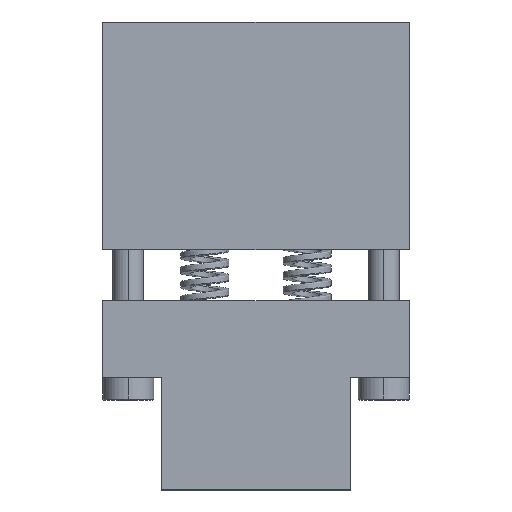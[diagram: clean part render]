
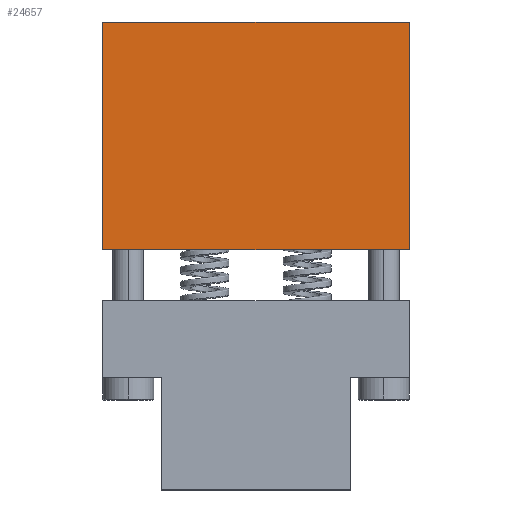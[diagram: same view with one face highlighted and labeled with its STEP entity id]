
A CAD part, top view. The second image highlights one B-rep face of the part: STEP entity #24657.
In plain terms, the highlighted planar face has unit normal (0, 0, 1).
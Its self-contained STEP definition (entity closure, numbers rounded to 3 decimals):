
#699 = VERTEX_POINT ( 'NONE', #13654 ) ;
#1949 = LINE ( 'NONE', #21515, #11697 ) ;
#3610 = CARTESIAN_POINT ( 'NONE',  ( 30., -44.5, 7.5 ) ) ;
#4558 = CARTESIAN_POINT ( 'NONE',  ( -30., -44.5, 7.5 ) ) ;
#5533 = EDGE_CURVE ( 'NONE', #7450, #699, #13383, .T. ) ;
#7450 = VERTEX_POINT ( 'NONE', #36433 ) ;
#7782 = DIRECTION ( 'NONE',  ( 1., 0., 0. ) ) ;
#8523 = VECTOR ( 'NONE', #35249, 1000. ) ;
#8794 = VECTOR ( 'NONE', #29602, 1000. ) ;
#9135 = EDGE_LOOP ( 'NONE', ( #12224, #31667, #30909, #17437 ) ) ;
#9329 = EDGE_CURVE ( 'NONE', #7450, #21579, #31946, .T. ) ;
#11697 = VECTOR ( 'NONE', #7782, 1000. ) ;
#12224 = ORIENTED_EDGE ( 'NONE', *, *, #27803, .F. ) ;
#12580 = DIRECTION ( 'NONE',  ( 0., 0., 1. ) ) ;
#12825 = PLANE ( 'NONE',  #34048 ) ;
#12940 = DIRECTION ( 'NONE',  ( 1., 0., 0. ) ) ;
#13383 = LINE ( 'NONE', #4558, #8523 ) ;
#13654 = CARTESIAN_POINT ( 'NONE',  ( -30., 0., 7.5 ) ) ;
#16862 = DIRECTION ( 'NONE',  ( 1., 0., 0. ) ) ;
#17437 = ORIENTED_EDGE ( 'NONE', *, *, #23880, .T. ) ;
#20597 = FACE_OUTER_BOUND ( 'NONE', #9135, .T. ) ;
#21417 = CARTESIAN_POINT ( 'NONE',  ( 30., 0., 7.5 ) ) ;
#21476 = CARTESIAN_POINT ( 'NONE',  ( -30., -44.5, 7.5 ) ) ;
#21515 = CARTESIAN_POINT ( 'NONE',  ( -30., 0., 7.5 ) ) ;
#21579 = VERTEX_POINT ( 'NONE', #3610 ) ;
#22198 = VECTOR ( 'NONE', #16862, 1000. ) ;
#23880 = EDGE_CURVE ( 'NONE', #21579, #24180, #32725, .T. ) ;
#24180 = VERTEX_POINT ( 'NONE', #21417 ) ;
#24657 = ADVANCED_FACE ( 'NONE', ( #20597 ), #12825, .T. ) ;
#27803 = EDGE_CURVE ( 'NONE', #699, #24180, #1949, .T. ) ;
#29602 = DIRECTION ( 'NONE',  ( 0., 1., 0. ) ) ;
#30909 = ORIENTED_EDGE ( 'NONE', *, *, #9329, .T. ) ;
#31667 = ORIENTED_EDGE ( 'NONE', *, *, #5533, .F. ) ;
#31946 = LINE ( 'NONE', #33819, #22198 ) ;
#32725 = LINE ( 'NONE', #35418, #8794 ) ;
#33819 = CARTESIAN_POINT ( 'NONE',  ( -30., -44.5, 7.5 ) ) ;
#34048 = AXIS2_PLACEMENT_3D ( 'NONE', #21476, #12580, #12940 ) ;
#35249 = DIRECTION ( 'NONE',  ( 0., 1., 0. ) ) ;
#35418 = CARTESIAN_POINT ( 'NONE',  ( 30., -44.5, 7.5 ) ) ;
#36433 = CARTESIAN_POINT ( 'NONE',  ( -30., -44.5, 7.5 ) ) ;
